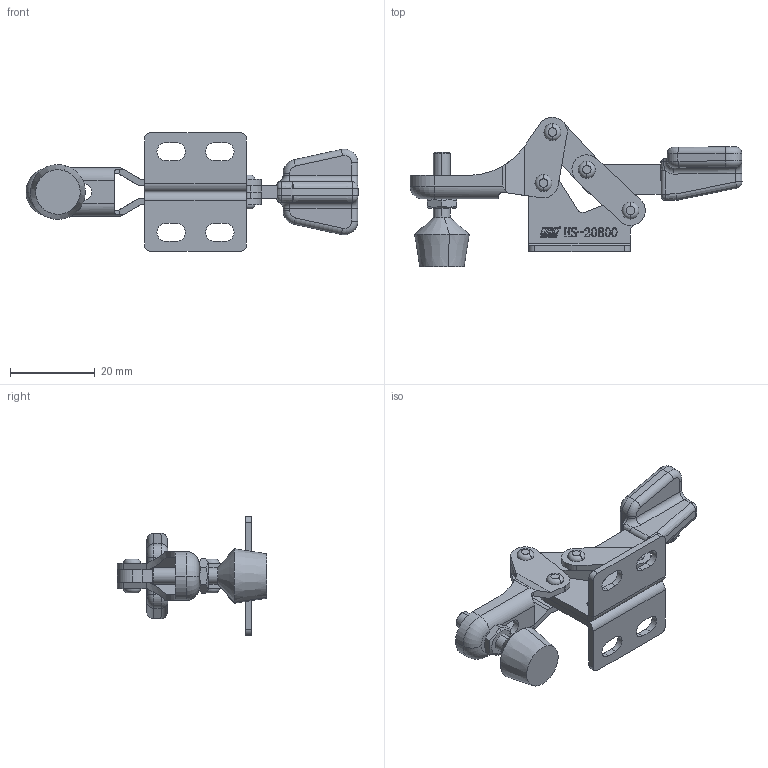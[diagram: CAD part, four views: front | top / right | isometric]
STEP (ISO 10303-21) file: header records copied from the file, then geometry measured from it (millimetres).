
FILE_DESCRIPTION (( 'STEP AP203' ), '1' );
FILE_NAME ('HS-20800 装配体.STEP', '2018-12-07T03:54:38', ( 'PCOS' ), ( '微软中国' ), 'SwSTEP 2.0', 'SolidWorks 2012', '' );
FILE_SCHEMA (( 'CONFIG_CONTROL_DESIGN' ));
Length unit declared in the file: millimetre
Products named in the file (11): HS-20800 蚾饜极; hex thin nuts-grades ab-chamfered gb_GB_FASTENER_NUT_STNAB M4-N; hexagon head bolts-full thread gb_GB_FASTENER_BOLT_STBAB A M4X20-N; 揤輸; 揤參; 种; 忒梟; 忒參; 蟀裝; 楊擘菁釱酘; 楊擘菁釱衵
Assembly tree (15 placements, depth 2):
  HS-20800 蚾饜极
    楊擘菁釱衵
    楊擘菁釱酘
    蟀裝  x2
    忒參
    忒梟
    种  x4
    揤參
    揤輸
    hexagon head bolts-full thread gb_GB_FASTENER_BOLT_STBAB A M4X20-N
    hex thin nuts-grades ab-chamfered gb_GB_FASTENER_NUT_STNAB M4-N  x2
Bounding box: 78.27 x 35.2 x 28 mm (x, y, z)
Volume: 7562.7 mm3; surface area: 9062.4 mm2
Topology: 15 solids, 15 shells, 676 faces, 1731 edges, 1121 vertices
Faces by surface type: plane 292, cylinder 164, bspline 155, torus 33, cone 30, sphere 2
Entity records: 27554 total; most frequent: CARTESIAN_POINT 11932, ORIENTED_EDGE 3212, DIRECTION 2543, EDGE_CURVE 1606, VERTEX_POINT 1043, VECTOR 895, LINE 895, AXIS2_PLACEMENT_3D 824
